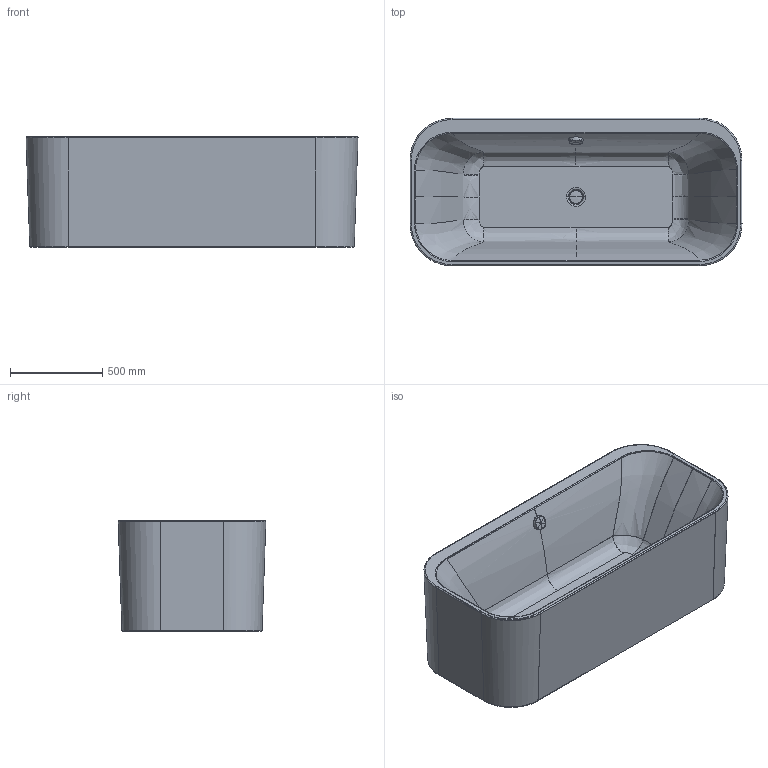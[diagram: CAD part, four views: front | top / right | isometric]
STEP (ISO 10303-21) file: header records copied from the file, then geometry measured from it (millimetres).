
FILE_DESCRIPTION(/* description */ (''),/* implementation_level */ '2;1');
FILE_NAME(/* name */ '700453',/* time_stamp */ '2019-02-14T09:50:47+01:00',/* author */ (''),/* organization */ (''),/* preprocessor_version */ 'ST-DEVELOPER v15',/* originating_system */ '',/* authorisation */ '');
FILE_SCHEMA (('AUTOMOTIVE_DESIGN'));
Length unit declared in the file: millimetre
Products named in the file (1): Document
Bounding box: 1800.26 x 801 x 600 mm (x, y, z)
Volume: 27432640 mm3; surface area: 11154018.2 mm2
Topology: 3 solids, 3 shells, 355 faces, 1019 edges, 643 vertices
Faces by surface type: bspline 355
Entity records: 45642 total; most frequent: CARTESIAN_POINT 33114, B_SPLINE_CURVE_WITH_KNOTS 2532, ORIENTED_EDGE 2008, PCURVE 2008, DEFINITIONAL_REPRESENTATION 2008, SURFACE_CURVE 1004, EDGE_CURVE 1004, VERTEX_POINT 643
